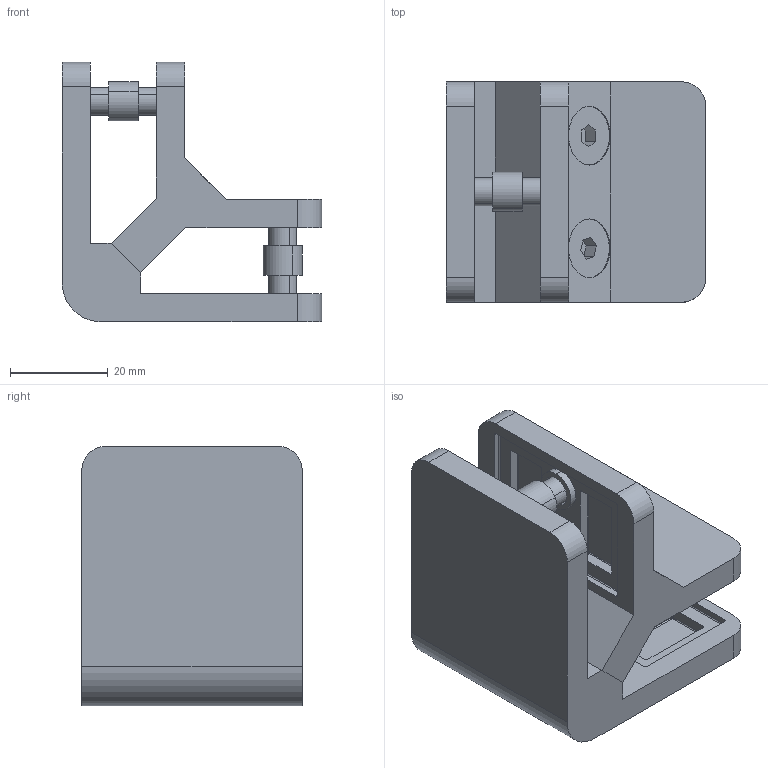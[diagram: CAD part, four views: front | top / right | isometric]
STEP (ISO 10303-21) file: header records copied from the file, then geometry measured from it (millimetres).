
FILE_DESCRIPTION (( 'STEP AP203' ), '1' );
FILE_NAME ('A14_230P-900.STEP', '2022-11-21T12:31:04', ( '' ), ( '' ), 'SwSTEP 2.0', 'SolidWorks 2019', '' );
FILE_SCHEMA (( 'CONFIG_CONTROL_DESIGN' ));
Length unit declared in the file: millimetre
Products named in the file (5): A14_230P-900.P3; A14_230P-900.P1; A14_230P-900.P2; Skrutka DIN 7991_Skrutka M 6x 30 ; A14_230P-900
Assembly tree (6 placements, depth 2):
  A14_230P-900
    A14_230P-900.P1
    A14_230P-900.P2
    A14_230P-900.P3  x2
    Skrutka DIN 7991_Skrutka M 6x 30   x2
Bounding box: 53 x 45 x 53 mm (x, y, z)
Volume: 43933.2 mm3; surface area: 24588.5 mm2
Topology: 8 solids, 8 shells, 408 faces, 943 edges, 575 vertices
Faces by surface type: cylinder 183, plane 135, torus 70, cone 20
Entity records: 11361 total; most frequent: DIRECTION 2090, CARTESIAN_POINT 1804, ORIENTED_EDGE 1762, EDGE_CURVE 881, AXIS2_PLACEMENT_3D 823, VERTEX_POINT 537, LINE 444, VECTOR 444
